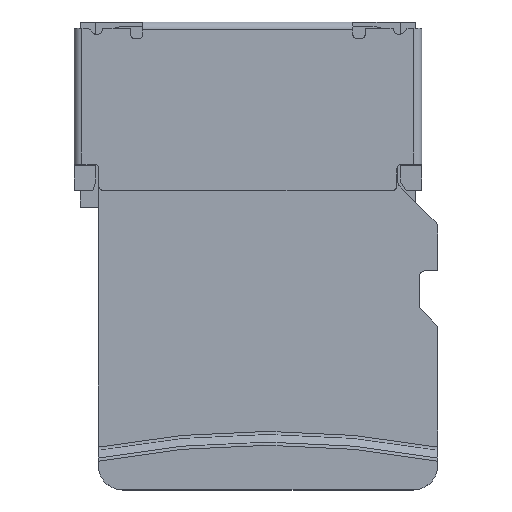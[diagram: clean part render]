
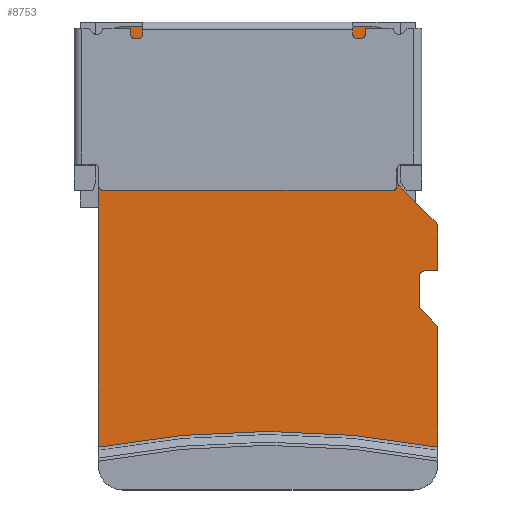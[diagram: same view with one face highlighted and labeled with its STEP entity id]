
A CAD part, top view. The second image highlights one B-rep face of the part: STEP entity #8753.
In plain terms, the highlighted free-form (B-spline) face has degree [1, 1] with [2, 2] control points.
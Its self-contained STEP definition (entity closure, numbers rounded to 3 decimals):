
#195 = EDGE_CURVE ( 'NONE', #1995, #6149, #7777, .T. ) ;
#372 = AXIS2_PLACEMENT_3D ( 'NONE', #8200, #2415, #13982 ) ;
#383 = DIRECTION ( 'NONE',  ( 0., -1., 0. ) ) ;
#486 = CARTESIAN_POINT ( 'NONE',  ( -9.674, 0., -5.668 ) ) ;
#789 = DIRECTION ( 'NONE',  ( -0.707, 0., 0.707 ) ) ;
#917 = EDGE_CURVE ( 'NONE', #11414, #10031, #5991, .T. ) ;
#1120 = VERTEX_POINT ( 'NONE', #8161 ) ;
#1319 = DIRECTION ( 'NONE',  ( 1., 0., 0. ) ) ;
#1418 = CARTESIAN_POINT ( 'NONE',  ( -20.274, 0., -11.181 ) ) ;
#1572 = VERTEX_POINT ( 'NONE', #18304 ) ;
#1704 = ORIENTED_EDGE ( 'NONE', *, *, #917, .F. ) ;
#1807 = VECTOR ( 'NONE', #2838, 1000. ) ;
#1862 = CARTESIAN_POINT ( 'NONE',  ( -19.374, 0., -14.263 ) ) ;
#1995 = VERTEX_POINT ( 'NONE', #13362 ) ;
#2303 = DIRECTION ( 'NONE',  ( 1., 0., 0. ) ) ;
#2415 = DIRECTION ( 'NONE',  ( 0., 1., 0. ) ) ;
#2419 = ORIENTED_EDGE ( 'NONE', *, *, #8203, .F. ) ;
#2479 = AXIS2_PLACEMENT_3D ( 'NONE', #1418, #18391, #2543 ) ;
#2514 = VERTEX_POINT ( 'NONE', #4336 ) ;
#2543 = DIRECTION ( 'NONE',  ( 1., 0., 0. ) ) ;
#2730 = ORIENTED_EDGE ( 'NONE', *, *, #12561, .F. ) ;
#2838 = DIRECTION ( 'NONE',  ( -1., 0., 0. ) ) ;
#3022 = LINE ( 'NONE', #14502, #1807 ) ;
#3160 = EDGE_CURVE ( 'NONE', #6453, #2514, #10087, .T. ) ;
#3161 = DIRECTION ( 'NONE',  ( 0., 0., 1. ) ) ;
#3186 = DIRECTION ( 'NONE',  ( 0., 0., -1. ) ) ;
#3258 = ORIENTED_EDGE ( 'NONE', *, *, #18395, .F. ) ;
#3406 = EDGE_CURVE ( 'NONE', #16780, #13592, #18106, .T. ) ;
#3567 = AXIS2_PLACEMENT_3D ( 'NONE', #3803, #5020, #7906 ) ;
#3619 = AXIS2_PLACEMENT_3D ( 'NONE', #9140, #383, #6263 ) ;
#3803 = CARTESIAN_POINT ( 'NONE',  ( -18.574, 0., -18.481 ) ) ;
#4155 = ORIENTED_EDGE ( 'NONE', *, *, #3406, .F. ) ;
#4226 = VERTEX_POINT ( 'NONE', #18130 ) ;
#4336 = CARTESIAN_POINT ( 'NONE',  ( -9.674, 0., -18.481 ) ) ;
#4508 = ORIENTED_EDGE ( 'NONE', *, *, #13809, .F. ) ;
#4528 = VECTOR ( 'NONE', #5189, 1000. ) ;
#4870 = CARTESIAN_POINT ( 'NONE',  ( -20.674, 0., -9.581 ) ) ;
#5008 = ORIENTED_EDGE ( 'NONE', *, *, #3160, .F. ) ;
#5020 = DIRECTION ( 'NONE',  ( 0., 1., 0. ) ) ;
#5104 = VERTEX_POINT ( 'NONE', #8526 ) ;
#5189 = DIRECTION ( 'NONE',  ( 0., 0., 1. ) ) ;
#5684 = VECTOR ( 'NONE', #13286, 1000. ) ;
#5701 = CARTESIAN_POINT ( 'NONE',  ( -18.574, 0., -19.281 ) ) ;
#5852 = CARTESIAN_POINT ( 'NONE',  ( -9.399, 0., -5.327 ) ) ;
#5891 = CARTESIAN_POINT ( 'NONE',  ( -20.074, 0., -11.181 ) ) ;
#5931 = CARTESIAN_POINT ( 'NONE',  ( -9.399, 0., -19.621 ) ) ;
#5991 = CIRCLE ( 'NONE', #8940, 0.2 ) ;
#6041 = CIRCLE ( 'NONE', #372, 0.2 ) ;
#6076 = VECTOR ( 'NONE', #3186, 1000. ) ;
#6127 = EDGE_CURVE ( 'NONE', #15499, #9944, #7469, .T. ) ;
#6149 = VERTEX_POINT ( 'NONE', #11573 ) ;
#6263 = DIRECTION ( 'NONE',  ( 1., 0., 0. ) ) ;
#6355 = CIRCLE ( 'NONE', #13505, 0.8 ) ;
#6369 = EDGE_CURVE ( 'NONE', #6149, #18341, #12143, .T. ) ;
#6453 = VERTEX_POINT ( 'NONE', #8115 ) ;
#6518 = DIRECTION ( 'NONE',  ( 0., 1., 0. ) ) ;
#6779 = CARTESIAN_POINT ( 'NONE',  ( -10.474, 0., -18.481 ) ) ;
#7331 = ORIENTED_EDGE ( 'NONE', *, *, #17069, .F. ) ;
#7378 = AXIS2_PLACEMENT_3D ( 'NONE', #12152, #8123, #10747 ) ;
#7469 = LINE ( 'NONE', #5891, #15953 ) ;
#7708 = DIRECTION ( 'NONE',  ( 0., -1., 0. ) ) ;
#7777 = LINE ( 'NONE', #13570, #8926 ) ;
#7906 = DIRECTION ( 'NONE',  ( 0., 0., -1. ) ) ;
#8017 = DIRECTION ( 'NONE',  ( 0., 0., 1. ) ) ;
#8115 = CARTESIAN_POINT ( 'NONE',  ( -9.674, 0., -5.668 ) ) ;
#8123 = DIRECTION ( 'NONE',  ( 0., 1., 0. ) ) ;
#8150 = CARTESIAN_POINT ( 'NONE',  ( -19.374, 0., -18.481 ) ) ;
#8161 = CARTESIAN_POINT ( 'NONE',  ( -19.374, 0., -18.481 ) ) ;
#8200 = CARTESIAN_POINT ( 'NONE',  ( -20.474, 0., -12.798 ) ) ;
#8203 = EDGE_CURVE ( 'NONE', #4226, #1572, #6041, .T. ) ;
#8294 = CARTESIAN_POINT ( 'NONE',  ( -20.674, 0., -11.381 ) ) ;
#8526 = CARTESIAN_POINT ( 'NONE',  ( -10.474, 0., -19.281 ) ) ;
#8596 = EDGE_CURVE ( 'NONE', #2514, #5104, #6355, .T. ) ;
#8703 = ORIENTED_EDGE ( 'NONE', *, *, #15537, .F. ) ;
#8753 = ADVANCED_FACE ( 'NONE', ( #17133 ), #14630, .T. ) ;
#8926 = VECTOR ( 'NONE', #789, 1000. ) ;
#8940 = AXIS2_PLACEMENT_3D ( 'NONE', #18065, #7708, #12283 ) ;
#9140 = CARTESIAN_POINT ( 'NONE',  ( -20.274, 0., -10.263 ) ) ;
#9558 = EDGE_CURVE ( 'NONE', #15499, #13592, #10533, .T. ) ;
#9559 = CARTESIAN_POINT ( 'NONE',  ( -20.674, 0., -11.381 ) ) ;
#9944 = VERTEX_POINT ( 'NONE', #13543 ) ;
#10031 = VERTEX_POINT ( 'NONE', #11193 ) ;
#10087 = LINE ( 'NONE', #486, #6076 ) ;
#10120 = CARTESIAN_POINT ( 'NONE',  ( -20.949, 0., -19.621 ) ) ;
#10533 = CIRCLE ( 'NONE', #2479, 0.2 ) ;
#10630 = LINE ( 'NONE', #17527, #17521 ) ;
#10747 = DIRECTION ( 'NONE',  ( 0.183, 0., -0.983 ) ) ;
#10965 = EDGE_CURVE ( 'NONE', #9944, #1995, #11068, .T. ) ;
#11068 = CIRCLE ( 'NONE', #3619, 0.2 ) ;
#11193 = CARTESIAN_POINT ( 'NONE',  ( -19.433, 0., -14.122 ) ) ;
#11414 = VERTEX_POINT ( 'NONE', #1862 ) ;
#11573 = CARTESIAN_POINT ( 'NONE',  ( -20.674, 0., -9.581 ) ) ;
#11702 = ORIENTED_EDGE ( 'NONE', *, *, #13411, .T. ) ;
#12143 = LINE ( 'NONE', #4870, #17147 ) ;
#12152 = CARTESIAN_POINT ( 'NONE',  ( -15.174, 0., 23.879 ) ) ;
#12247 = LINE ( 'NONE', #13556, #5684 ) ;
#12283 = DIRECTION ( 'NONE',  ( 1., 0., 0. ) ) ;
#12539 = LINE ( 'NONE', #8150, #4528 ) ;
#12561 = EDGE_CURVE ( 'NONE', #5104, #14818, #3022, .T. ) ;
#13286 = DIRECTION ( 'NONE',  ( -0.707, 0., 0.707 ) ) ;
#13362 = CARTESIAN_POINT ( 'NONE',  ( -20.133, 0., -10.122 ) ) ;
#13395 = ORIENTED_EDGE ( 'NONE', *, *, #6369, .F. ) ;
#13411 = EDGE_CURVE ( 'NONE', #6453, #18341, #17223, .T. ) ;
#13505 = AXIS2_PLACEMENT_3D ( 'NONE', #6779, #6518, #2303 ) ;
#13513 = CARTESIAN_POINT ( 'NONE',  ( -20.074, 0., -11.181 ) ) ;
#13543 = CARTESIAN_POINT ( 'NONE',  ( -20.074, 0., -10.263 ) ) ;
#13556 = CARTESIAN_POINT ( 'NONE',  ( -19.433, 0., -14.122 ) ) ;
#13570 = CARTESIAN_POINT ( 'NONE',  ( -20.133, 0., -10.122 ) ) ;
#13592 = VERTEX_POINT ( 'NONE', #16883 ) ;
#13754 = CARTESIAN_POINT ( 'NONE',  ( -20.674, 0., -5.668 ) ) ;
#13809 = EDGE_CURVE ( 'NONE', #1572, #16780, #10630, .T. ) ;
#13982 = DIRECTION ( 'NONE',  ( -0.707, 0., -0.707 ) ) ;
#14502 = CARTESIAN_POINT ( 'NONE',  ( -10.474, 0., -19.281 ) ) ;
#14575 = CIRCLE ( 'NONE', #3567, 0.8 ) ;
#14630 = B_SPLINE_SURFACE_WITH_KNOTS ( 'NONE', 1, 1, ( 
 ( #17218, #5852 ),
 ( #10120, #5931 ) ),
 .UNSPECIFIED., .F., .F., .F.,
 ( 2, 2 ),
 ( 2, 2 ),
 ( 0., 1. ),
 ( 0., 1. ),
 .UNSPECIFIED. ) ;
#14659 = DIRECTION ( 'NONE',  ( 0., 0., 1. ) ) ;
#14721 = VECTOR ( 'NONE', #1319, 1000. ) ;
#14818 = VERTEX_POINT ( 'NONE', #5701 ) ;
#15499 = VERTEX_POINT ( 'NONE', #13513 ) ;
#15537 = EDGE_CURVE ( 'NONE', #14818, #1120, #14575, .T. ) ;
#15953 = VECTOR ( 'NONE', #14659, 1000. ) ;
#15974 = ORIENTED_EDGE ( 'NONE', *, *, #10965, .F. ) ;
#16169 = EDGE_LOOP ( 'NONE', ( #17032, #5008, #11702, #13395, #17193, #15974, #17438, #17364, #4155, #4508, #2419, #7331, #1704, #3258, #8703, #2730 ) ) ;
#16780 = VERTEX_POINT ( 'NONE', #9559 ) ;
#16883 = CARTESIAN_POINT ( 'NONE',  ( -20.274, 0., -11.381 ) ) ;
#17032 = ORIENTED_EDGE ( 'NONE', *, *, #8596, .F. ) ;
#17069 = EDGE_CURVE ( 'NONE', #10031, #4226, #12247, .T. ) ;
#17133 = FACE_OUTER_BOUND ( 'NONE', #16169, .T. ) ;
#17147 = VECTOR ( 'NONE', #8017, 1000. ) ;
#17193 = ORIENTED_EDGE ( 'NONE', *, *, #195, .F. ) ;
#17218 = CARTESIAN_POINT ( 'NONE',  ( -20.949, 0., -5.327 ) ) ;
#17223 = CIRCLE ( 'NONE', #7378, 30.054 ) ;
#17364 = ORIENTED_EDGE ( 'NONE', *, *, #9558, .T. ) ;
#17438 = ORIENTED_EDGE ( 'NONE', *, *, #6127, .F. ) ;
#17521 = VECTOR ( 'NONE', #3161, 1000. ) ;
#17527 = CARTESIAN_POINT ( 'NONE',  ( -20.674, 0., -12.798 ) ) ;
#18065 = CARTESIAN_POINT ( 'NONE',  ( -19.574, 0., -14.263 ) ) ;
#18106 = LINE ( 'NONE', #8294, #14721 ) ;
#18130 = CARTESIAN_POINT ( 'NONE',  ( -20.615, 0., -12.939 ) ) ;
#18304 = CARTESIAN_POINT ( 'NONE',  ( -20.674, 0., -12.798 ) ) ;
#18341 = VERTEX_POINT ( 'NONE', #13754 ) ;
#18391 = DIRECTION ( 'NONE',  ( 0., 1., 0. ) ) ;
#18395 = EDGE_CURVE ( 'NONE', #1120, #11414, #12539, .T. ) ;
